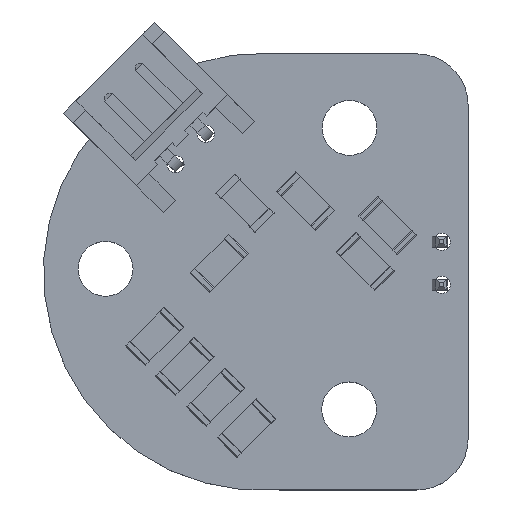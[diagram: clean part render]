
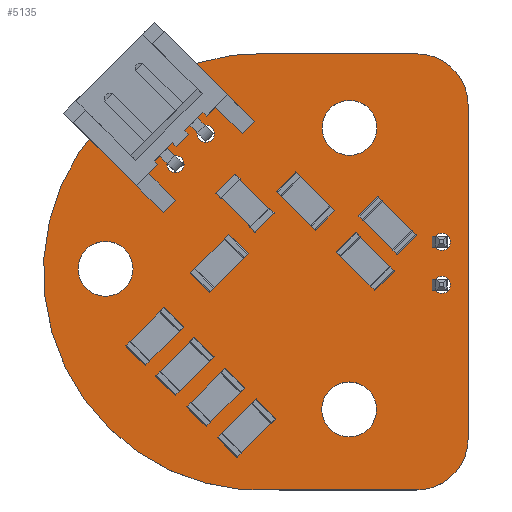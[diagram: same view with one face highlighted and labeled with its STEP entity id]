
A CAD part, top view. The second image highlights one B-rep face of the part: STEP entity #5135.
In plain terms, the highlighted planar face has unit normal (0, 0, 1).
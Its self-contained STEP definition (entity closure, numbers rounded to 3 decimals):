
#4926 = VERTEX_POINT('',#4927);
#4927 = CARTESIAN_POINT('',(187.5,-104.7,1.6));
#4933 = EDGE_CURVE('',#4926,#4934,#4936,.T.);
#4934 = VERTEX_POINT('',#4935);
#4935 = CARTESIAN_POINT('',(186.934,-79.268,1.6));
#4936 = CIRCLE('',#4937,12.739);
#4937 = AXIS2_PLACEMENT_3D('',#4938,#4939,#4940);
#4938 = CARTESIAN_POINT('',(186.5,-92.,1.6));
#4939 = DIRECTION('',(0.,0.,-1.));
#4940 = DIRECTION('',(0.078,-0.997,0.));
#4968 = VERTEX_POINT('',#4969);
#4969 = CARTESIAN_POINT('',(195.5,-104.7,1.6));
#4975 = EDGE_CURVE('',#4968,#4926,#4976,.T.);
#4976 = LINE('',#4977,#4978);
#4977 = CARTESIAN_POINT('',(195.5,-104.7,1.6));
#4978 = VECTOR('',#4979,1.);
#4979 = DIRECTION('',(-1.,0.,0.));
#4997 = EDGE_CURVE('',#4934,#4998,#5000,.T.);
#4998 = VERTEX_POINT('',#4999);
#4999 = CARTESIAN_POINT('',(195.5,-79.3,1.6));
#5000 = LINE('',#5001,#5002);
#5001 = CARTESIAN_POINT('',(186.934,-79.268,1.6));
#5002 = VECTOR('',#5003,1.);
#5003 = DIRECTION('',(1.,-0.004,0.));
#5135 = ADVANCED_FACE('',(#5136,#5165,#5176,#5187,#5198,#5209,#5220,
    #5231),#5242,.T.);
#5136 = FACE_BOUND('',#5137,.T.);
#5137 = EDGE_LOOP('',(#5138,#5139,#5140,#5149,#5157,#5164));
#5138 = ORIENTED_EDGE('',*,*,#4933,.F.);
#5139 = ORIENTED_EDGE('',*,*,#4975,.F.);
#5140 = ORIENTED_EDGE('',*,*,#5141,.F.);
#5141 = EDGE_CURVE('',#5142,#4968,#5144,.T.);
#5142 = VERTEX_POINT('',#5143);
#5143 = CARTESIAN_POINT('',(198.5,-101.7,1.6));
#5144 = CIRCLE('',#5145,3.);
#5145 = AXIS2_PLACEMENT_3D('',#5146,#5147,#5148);
#5146 = CARTESIAN_POINT('',(195.5,-101.7,1.6));
#5147 = DIRECTION('',(0.,0.,-1.));
#5148 = DIRECTION('',(1.,0.,0.));
#5149 = ORIENTED_EDGE('',*,*,#5150,.F.);
#5150 = EDGE_CURVE('',#5151,#5142,#5153,.T.);
#5151 = VERTEX_POINT('',#5152);
#5152 = CARTESIAN_POINT('',(198.5,-82.3,1.6));
#5153 = LINE('',#5154,#5155);
#5154 = CARTESIAN_POINT('',(198.5,-82.3,1.6));
#5155 = VECTOR('',#5156,1.);
#5156 = DIRECTION('',(0.,-1.,0.));
#5157 = ORIENTED_EDGE('',*,*,#5158,.F.);
#5158 = EDGE_CURVE('',#4998,#5151,#5159,.T.);
#5159 = CIRCLE('',#5160,3.);
#5160 = AXIS2_PLACEMENT_3D('',#5161,#5162,#5163);
#5161 = CARTESIAN_POINT('',(195.5,-82.3,1.6));
#5162 = DIRECTION('',(0.,0.,-1.));
#5163 = DIRECTION('',(0.,1.,0.));
#5164 = ORIENTED_EDGE('',*,*,#4997,.F.);
#5165 = FACE_BOUND('',#5166,.T.);
#5166 = EDGE_LOOP('',(#5167));
#5167 = ORIENTED_EDGE('',*,*,#5168,.T.);
#5168 = EDGE_CURVE('',#5169,#5169,#5171,.T.);
#5169 = VERTEX_POINT('',#5170);
#5170 = CARTESIAN_POINT('',(177.38,-93.42,1.6));
#5171 = CIRCLE('',#5172,1.6);
#5172 = AXIS2_PLACEMENT_3D('',#5173,#5174,#5175);
#5173 = CARTESIAN_POINT('',(177.38,-91.82,1.6));
#5174 = DIRECTION('',(-0.,0.,-1.));
#5175 = DIRECTION('',(-0.,-1.,0.));
#5176 = FACE_BOUND('',#5177,.T.);
#5177 = EDGE_LOOP('',(#5178));
#5178 = ORIENTED_EDGE('',*,*,#5179,.T.);
#5179 = EDGE_CURVE('',#5180,#5180,#5182,.T.);
#5180 = VERTEX_POINT('',#5181);
#5181 = CARTESIAN_POINT('',(191.57,-101.61,1.6));
#5182 = CIRCLE('',#5183,1.6);
#5183 = AXIS2_PLACEMENT_3D('',#5184,#5185,#5186);
#5184 = CARTESIAN_POINT('',(191.57,-100.01,1.6));
#5185 = DIRECTION('',(-0.,0.,-1.));
#5186 = DIRECTION('',(-0.,-1.,0.));
#5187 = FACE_BOUND('',#5188,.T.);
#5188 = EDGE_LOOP('',(#5189));
#5189 = ORIENTED_EDGE('',*,*,#5190,.T.);
#5190 = EDGE_CURVE('',#5191,#5191,#5193,.T.);
#5191 = VERTEX_POINT('',#5192);
#5192 = CARTESIAN_POINT('',(196.968,-93.25,1.6));
#5193 = CIRCLE('',#5194,0.5);
#5194 = AXIS2_PLACEMENT_3D('',#5195,#5196,#5197);
#5195 = CARTESIAN_POINT('',(196.968,-92.75,1.6));
#5196 = DIRECTION('',(-0.,0.,-1.));
#5197 = DIRECTION('',(-0.,-1.,0.));
#5198 = FACE_BOUND('',#5199,.T.);
#5199 = EDGE_LOOP('',(#5200));
#5200 = ORIENTED_EDGE('',*,*,#5201,.T.);
#5201 = EDGE_CURVE('',#5202,#5202,#5204,.T.);
#5202 = VERTEX_POINT('',#5203);
#5203 = CARTESIAN_POINT('',(181.455,-86.222,1.6));
#5204 = CIRCLE('',#5205,0.5);
#5205 = AXIS2_PLACEMENT_3D('',#5206,#5207,#5208);
#5206 = CARTESIAN_POINT('',(181.455,-85.722,1.6));
#5207 = DIRECTION('',(-0.,0.,-1.));
#5208 = DIRECTION('',(-0.,-1.,0.));
#5209 = FACE_BOUND('',#5210,.T.);
#5210 = EDGE_LOOP('',(#5211));
#5211 = ORIENTED_EDGE('',*,*,#5212,.T.);
#5212 = EDGE_CURVE('',#5213,#5213,#5215,.T.);
#5213 = VERTEX_POINT('',#5214);
#5214 = CARTESIAN_POINT('',(183.222,-84.455,1.6));
#5215 = CIRCLE('',#5216,0.5);
#5216 = AXIS2_PLACEMENT_3D('',#5217,#5218,#5219);
#5217 = CARTESIAN_POINT('',(183.222,-83.955,1.6));
#5218 = DIRECTION('',(-0.,0.,-1.));
#5219 = DIRECTION('',(-0.,-1.,0.));
#5220 = FACE_BOUND('',#5221,.T.);
#5221 = EDGE_LOOP('',(#5222));
#5222 = ORIENTED_EDGE('',*,*,#5223,.T.);
#5223 = EDGE_CURVE('',#5224,#5224,#5226,.T.);
#5224 = VERTEX_POINT('',#5225);
#5225 = CARTESIAN_POINT('',(196.968,-90.75,1.6));
#5226 = CIRCLE('',#5227,0.5);
#5227 = AXIS2_PLACEMENT_3D('',#5228,#5229,#5230);
#5228 = CARTESIAN_POINT('',(196.968,-90.25,1.6));
#5229 = DIRECTION('',(-0.,0.,-1.));
#5230 = DIRECTION('',(-0.,-1.,0.));
#5231 = FACE_BOUND('',#5232,.T.);
#5232 = EDGE_LOOP('',(#5233));
#5233 = ORIENTED_EDGE('',*,*,#5234,.T.);
#5234 = EDGE_CURVE('',#5235,#5235,#5237,.T.);
#5235 = VERTEX_POINT('',#5236);
#5236 = CARTESIAN_POINT('',(191.59,-85.21,1.6));
#5237 = CIRCLE('',#5238,1.6);
#5238 = AXIS2_PLACEMENT_3D('',#5239,#5240,#5241);
#5239 = CARTESIAN_POINT('',(191.59,-83.61,1.6));
#5240 = DIRECTION('',(-0.,0.,-1.));
#5241 = DIRECTION('',(-0.,-1.,0.));
#5242 = PLANE('',#5243);
#5243 = AXIS2_PLACEMENT_3D('',#5244,#5245,#5246);
#5244 = CARTESIAN_POINT('',(0.,0.,1.6));
#5245 = DIRECTION('',(0.,0.,1.));
#5246 = DIRECTION('',(1.,0.,-0.));
